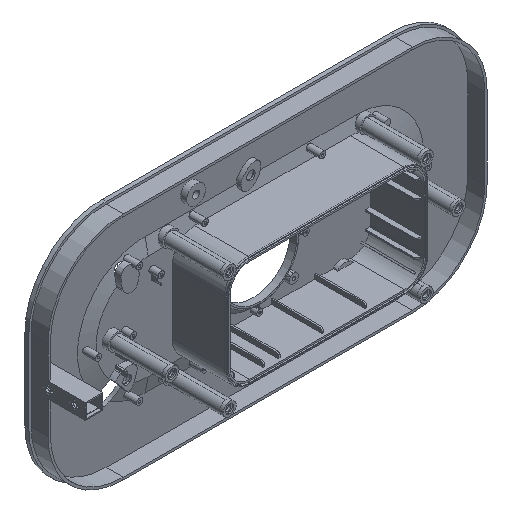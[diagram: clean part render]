
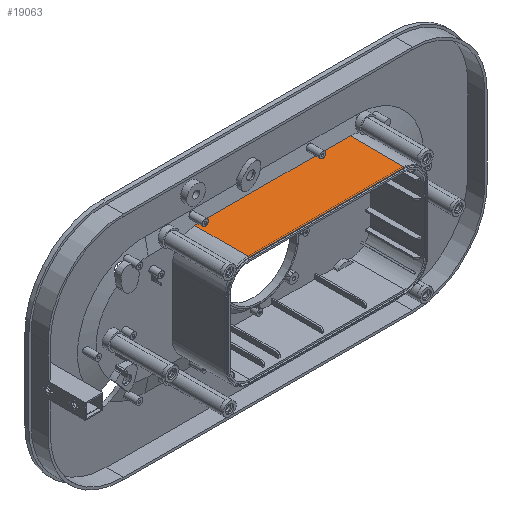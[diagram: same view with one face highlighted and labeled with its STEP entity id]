
A CAD part, isometric view. The second image highlights one B-rep face of the part: STEP entity #19063.
In plain terms, the highlighted planar face has unit normal (0, 0, 1).
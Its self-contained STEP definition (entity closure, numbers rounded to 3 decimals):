
#2775=CARTESIAN_POINT('',(62.75,-1.65,35.5));
#2780=DIRECTION('',(-1.,0.,0.));
#2781=VECTOR('',#2780,100.5);
#2782=CARTESIAN_POINT('',(62.75,-1.65,35.5));
#2783=LINE('',#2782,#2781);
#4017=DIRECTION('',(0.,-1.,0.));
#4018=VECTOR('',#4017,35.35);
#4019=CARTESIAN_POINT('',(-37.75,-1.65,35.5));
#4020=LINE('',#4019,#4018);
#4031=DIRECTION('',(-1.,0.,0.));
#4032=VECTOR('',#4031,100.5);
#4033=CARTESIAN_POINT('',(62.75,-37.,35.5));
#4034=LINE('',#4033,#4032);
#4052=DIRECTION('',(0.,1.,0.));
#4053=VECTOR('',#4052,35.35);
#4054=CARTESIAN_POINT('',(62.75,-37.,35.5));
#4055=LINE('',#4054,#4053);
#14345=VERTEX_POINT('',#2775);
#14346=CARTESIAN_POINT('',(-37.75,-1.65,35.5));
#14347=VERTEX_POINT('',#14346);
#15551=CARTESIAN_POINT('',(-37.75,-37.,35.5));
#15552=VERTEX_POINT('',#15551);
#15553=CARTESIAN_POINT('',(62.75,-37.,35.5));
#15554=VERTEX_POINT('',#15553);
#19051=CARTESIAN_POINT('',(62.75,-37.,35.5));
#19052=DIRECTION('',(0.,0.,1.));
#19053=DIRECTION('',(-1.,0.,0.));
#19054=AXIS2_PLACEMENT_3D('',#19051,#19052,#19053);
#19055=PLANE('',#19054);
#19056=ORIENTED_EDGE('',*,*,#19044,.F.);
#19057=ORIENTED_EDGE('',*,*,#18111,.F.);
#19059=ORIENTED_EDGE('',*,*,#19058,.F.);
#19060=ORIENTED_EDGE('',*,*,#18982,.T.);
#19061=EDGE_LOOP('',(#19056,#19057,#19059,#19060));
#19062=FACE_OUTER_BOUND('',#19061,.F.);
#18111=EDGE_CURVE('',#14345,#14347,#2783,.T.);
#18982=EDGE_CURVE('',#15554,#15552,#4034,.T.);
#19044=EDGE_CURVE('',#14347,#15552,#4020,.T.);
#19058=EDGE_CURVE('',#15554,#14345,#4055,.T.);
#19063=ADVANCED_FACE('',(#19062),#19055,.T.);
